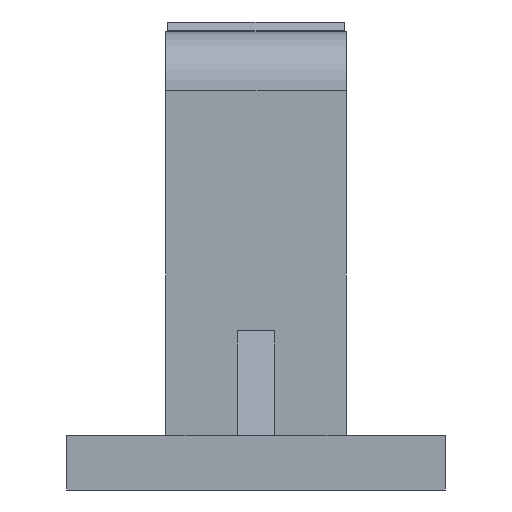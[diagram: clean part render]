
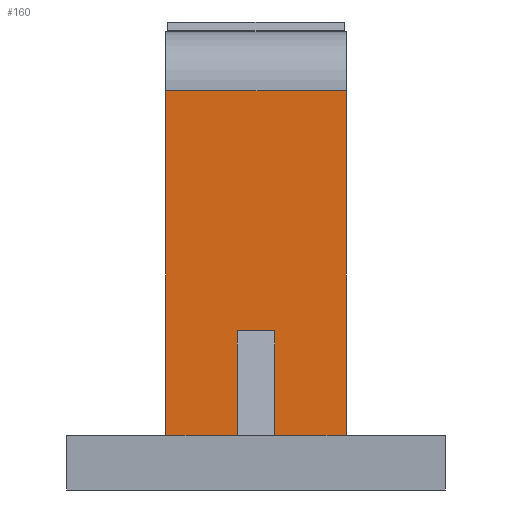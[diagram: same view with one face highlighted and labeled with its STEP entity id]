
A CAD part, left-side view. The second image highlights one B-rep face of the part: STEP entity #160.
In plain terms, the highlighted planar face has unit normal (-1, 0, 0).
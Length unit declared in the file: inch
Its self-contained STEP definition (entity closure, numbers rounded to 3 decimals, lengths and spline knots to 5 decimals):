
#160=ADVANCED_FACE('',(#246),#209,.F.);
#209=PLANE('',#1104);
#246=FACE_OUTER_BOUND('',#299,.T.);
#299=EDGE_LOOP('',(#426,#427,#428,#429,#430,#431,#432,#433));
#426=ORIENTED_EDGE('',*,*,#746,.T.);
#427=ORIENTED_EDGE('',*,*,#778,.T.);
#428=ORIENTED_EDGE('',*,*,#779,.F.);
#429=ORIENTED_EDGE('',*,*,#780,.F.);
#430=ORIENTED_EDGE('',*,*,#742,.T.);
#431=ORIENTED_EDGE('',*,*,#781,.F.);
#432=ORIENTED_EDGE('',*,*,#782,.T.);
#433=ORIENTED_EDGE('',*,*,#783,.T.);
#645=VERTEX_POINT('',#1486);
#649=VERTEX_POINT('',#1494);
#653=VERTEX_POINT('',#1503);
#654=VERTEX_POINT('',#1505);
#674=VERTEX_POINT('',#1566);
#675=VERTEX_POINT('',#1568);
#676=VERTEX_POINT('',#1571);
#677=VERTEX_POINT('',#1573);
#742=EDGE_CURVE('',#645,#649,#877,.T.);
#746=EDGE_CURVE('',#654,#653,#880,.T.);
#778=EDGE_CURVE('',#653,#674,#909,.T.);
#779=EDGE_CURVE('',#675,#674,#910,.T.);
#780=EDGE_CURVE('',#645,#675,#911,.T.);
#781=EDGE_CURVE('',#676,#649,#912,.T.);
#782=EDGE_CURVE('',#676,#677,#913,.T.);
#783=EDGE_CURVE('',#677,#654,#914,.T.);
#877=LINE('',#1495,#990);
#880=LINE('',#1504,#993);
#909=LINE('',#1565,#1022);
#910=LINE('',#1567,#1023);
#911=LINE('',#1569,#1024);
#912=LINE('',#1570,#1025);
#913=LINE('',#1572,#1026);
#914=LINE('',#1574,#1027);
#990=VECTOR('',#1203,1.);
#993=VECTOR('',#1210,1.);
#1022=VECTOR('',#1263,1.);
#1023=VECTOR('',#1264,1.);
#1024=VECTOR('',#1265,1.);
#1025=VECTOR('',#1266,1.);
#1026=VECTOR('',#1267,1.);
#1027=VECTOR('',#1268,1.);
#1104=AXIS2_PLACEMENT_3D('',#1575,#1269,#1270);
#1203=DIRECTION('',(0.,-1.,0.));
#1210=DIRECTION('',(0.,-1.,0.));
#1263=DIRECTION('',(0.,0.,1.));
#1264=DIRECTION('',(0.,1.,0.));
#1265=DIRECTION('',(0.,0.,1.));
#1266=DIRECTION('',(0.,0.,-1.));
#1267=DIRECTION('',(0.,1.,0.));
#1268=DIRECTION('',(0.,0.,-1.));
#1269=DIRECTION('',(1.,0.,0.));
#1270=DIRECTION('',(0.,1.,0.));
#1486=CARTESIAN_POINT('',(0.41,-0.045,0.13));
#1494=CARTESIAN_POINT('',(0.41,-0.215,0.13));
#1495=CARTESIAN_POINT('',(0.41,0.215,0.13));
#1503=CARTESIAN_POINT('',(0.41,0.045,0.13));
#1504=CARTESIAN_POINT('',(0.41,0.215,0.13));
#1505=CARTESIAN_POINT('',(0.41,0.215,0.13));
#1565=CARTESIAN_POINT('',(0.41,0.045,0.13));
#1566=CARTESIAN_POINT('',(0.41,0.045,0.37831));
#1567=CARTESIAN_POINT('',(0.41,-0.045,0.37831));
#1568=CARTESIAN_POINT('',(0.41,-0.045,0.37831));
#1569=CARTESIAN_POINT('',(0.41,-0.045,0.13));
#1570=CARTESIAN_POINT('',(0.41,-0.215,1.09));
#1571=CARTESIAN_POINT('',(0.41,-0.215,0.95));
#1572=CARTESIAN_POINT('',(0.41,0.215,0.95));
#1573=CARTESIAN_POINT('',(0.41,0.215,0.95));
#1574=CARTESIAN_POINT('',(0.41,0.215,1.09));
#1575=CARTESIAN_POINT('',(0.41,0.215,1.09));
